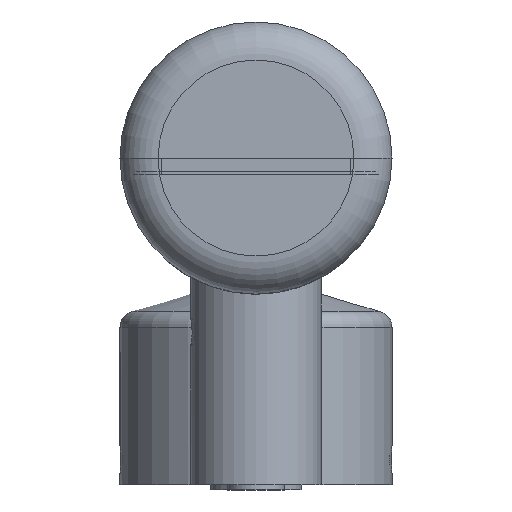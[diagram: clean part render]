
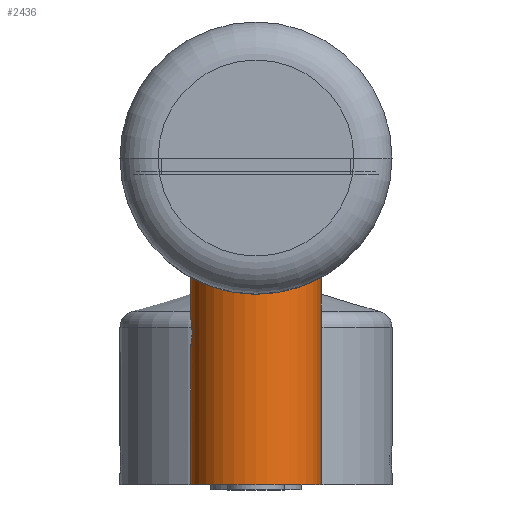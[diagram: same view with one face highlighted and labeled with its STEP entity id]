
A CAD part, front view. The second image highlights one B-rep face of the part: STEP entity #2436.
In plain terms, the highlighted cylindrical face has radius 6 mm (diameter 12 mm), a full revolution.
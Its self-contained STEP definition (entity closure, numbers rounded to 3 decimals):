
#838=FACE_BOUND('',#5186,.T.);
#839=FACE_BOUND('',#5187,.T.);
#840=FACE_BOUND('',#5188,.T.);
#1226=CYLINDRICAL_SURFACE('',#21725,6.);
#1436=B_SPLINE_CURVE_WITH_KNOTS('',3,(#35315,#35316,#35317,#35318,#35319,
#35320,#35321,#35322,#35323,#35324,#35325,#35326,#35327,#35328,#35329,#35330,
#35331,#35332,#35333,#35334,#35335,#35336,#35337,#35338,#35339,#35340,#35341,
#35342,#35343,#35344,#35345,#35346,#35347,#35348,#35349,#35350,#35351,#35352,
#35353,#35354,#35355,#35356,#35357,#35358,#35359,#35360,#35361,#35362,#35363,
#35364,#35365,#35366,#35367,#35368,#35369,#35370,#35371,#35372),
 .UNSPECIFIED.,.T.,.F.,(1,3,3,3,3,3,3,3,3,3,3,3,3,3,3,3,3,3,3,3,3,1),(-0.05,
0.,0.048,0.098,0.144,0.189,
0.238,0.293,0.351,0.411,
0.471,0.529,0.581,0.628,
0.673,0.721,0.773,0.83,
0.89,0.95,1.,1.048),.UNSPECIFIED.);
#2436=ADVANCED_FACE('',(#838,#839,#840),#1226,.T.);
#5186=EDGE_LOOP('',(#9993));
#5187=EDGE_LOOP('',(#9994));
#5188=EDGE_LOOP('',(#9995));
#6337=CIRCLE('',#21723,6.);
#6338=CIRCLE('',#21724,6.);
#9993=ORIENTED_EDGE('',*,*,#16241,.F.);
#9994=ORIENTED_EDGE('',*,*,#16242,.T.);
#9995=ORIENTED_EDGE('',*,*,#16243,.F.);
#13754=VERTEX_POINT('',#35373);
#13755=VERTEX_POINT('',#35375);
#13756=VERTEX_POINT('',#35377);
#16241=EDGE_CURVE('',#13754,#13754,#1436,.T.);
#16242=EDGE_CURVE('',#13755,#13755,#6337,.T.);
#16243=EDGE_CURVE('',#13756,#13756,#6338,.T.);
#21723=AXIS2_PLACEMENT_3D('',#35374,#26100,#26101);
#21724=AXIS2_PLACEMENT_3D('',#35376,#26102,#26103);
#21725=AXIS2_PLACEMENT_3D('',#35378,#26104,#26105);
#26100=DIRECTION('',(0.,0.,-1.));
#26101=DIRECTION('',(-1.,0.,0.));
#26102=DIRECTION('',(0.,0.,-1.));
#26103=DIRECTION('',(-1.,0.,0.));
#26104=DIRECTION('',(0.,0.,-1.));
#26105=DIRECTION('',(-1.,0.,0.));
#35315=CARTESIAN_POINT('',(-5.958,-0.71,-14.915));
#35316=CARTESIAN_POINT('',(-5.97,-0.61,-14.836));
#35317=CARTESIAN_POINT('',(-5.981,-0.496,-14.771));
#35318=CARTESIAN_POINT('',(-5.988,-0.375,-14.728));
#35319=CARTESIAN_POINT('',(-5.996,-0.251,-14.683));
#35320=CARTESIAN_POINT('',(-6.,-0.116,-14.66));
#35321=CARTESIAN_POINT('',(-6.,0.016,-14.662));
#35322=CARTESIAN_POINT('',(-6.,0.138,-14.664));
#35323=CARTESIAN_POINT('',(-5.995,0.262,-14.687));
#35324=CARTESIAN_POINT('',(-5.988,0.377,-14.728));
#35325=CARTESIAN_POINT('',(-5.981,0.491,-14.77));
#35326=CARTESIAN_POINT('',(-5.971,0.6,-14.831));
#35327=CARTESIAN_POINT('',(-5.959,0.696,-14.905));
#35328=CARTESIAN_POINT('',(-5.947,0.8,-14.985));
#35329=CARTESIAN_POINT('',(-5.934,0.891,-15.083));
#35330=CARTESIAN_POINT('',(-5.922,0.966,-15.191));
#35331=CARTESIAN_POINT('',(-5.908,1.047,-15.309));
#35332=CARTESIAN_POINT('',(-5.896,1.111,-15.442));
#35333=CARTESIAN_POINT('',(-5.888,1.153,-15.581));
#35334=CARTESIAN_POINT('',(-5.88,1.197,-15.729));
#35335=CARTESIAN_POINT('',(-5.875,1.218,-15.887));
#35336=CARTESIAN_POINT('',(-5.876,1.213,-16.042));
#35337=CARTESIAN_POINT('',(-5.877,1.209,-16.202));
#35338=CARTESIAN_POINT('',(-5.884,1.177,-16.364));
#35339=CARTESIAN_POINT('',(-5.894,1.121,-16.513));
#35340=CARTESIAN_POINT('',(-5.905,1.064,-16.662));
#35341=CARTESIAN_POINT('',(-5.92,0.981,-16.804));
#35342=CARTESIAN_POINT('',(-5.936,0.877,-16.924));
#35343=CARTESIAN_POINT('',(-5.95,0.777,-17.039));
#35344=CARTESIAN_POINT('',(-5.966,0.654,-17.138));
#35345=CARTESIAN_POINT('',(-5.978,0.518,-17.209));
#35346=CARTESIAN_POINT('',(-5.988,0.395,-17.274));
#35347=CARTESIAN_POINT('',(-5.996,0.258,-17.316));
#35348=CARTESIAN_POINT('',(-5.999,0.12,-17.332));
#35349=CARTESIAN_POINT('',(-6.001,-0.005,-17.345));
#35350=CARTESIAN_POINT('',(-6.,-0.133,-17.337));
#35351=CARTESIAN_POINT('',(-5.995,-0.255,-17.308));
#35352=CARTESIAN_POINT('',(-5.99,-0.373,-17.28));
#35353=CARTESIAN_POINT('',(-5.981,-0.487,-17.232));
#35354=CARTESIAN_POINT('',(-5.971,-0.589,-17.169));
#35355=CARTESIAN_POINT('',(-5.96,-0.697,-17.103));
#35356=CARTESIAN_POINT('',(-5.948,-0.796,-17.018));
#35357=CARTESIAN_POINT('',(-5.935,-0.879,-16.922));
#35358=CARTESIAN_POINT('',(-5.922,-0.97,-16.817));
#35359=CARTESIAN_POINT('',(-5.909,-1.044,-16.695));
#35360=CARTESIAN_POINT('',(-5.898,-1.099,-16.567));
#35361=CARTESIAN_POINT('',(-5.887,-1.159,-16.427));
#35362=CARTESIAN_POINT('',(-5.88,-1.196,-16.276));
#35363=CARTESIAN_POINT('',(-5.877,-1.209,-16.124));
#35364=CARTESIAN_POINT('',(-5.874,-1.222,-15.966));
#35365=CARTESIAN_POINT('',(-5.877,-1.209,-15.803));
#35366=CARTESIAN_POINT('',(-5.885,-1.171,-15.648));
#35367=CARTESIAN_POINT('',(-5.892,-1.133,-15.493));
#35368=CARTESIAN_POINT('',(-5.905,-1.067,-15.342));
#35369=CARTESIAN_POINT('',(-5.92,-0.978,-15.209));
#35370=CARTESIAN_POINT('',(-5.932,-0.905,-15.099));
#35371=CARTESIAN_POINT('',(-5.946,-0.813,-14.998));
#35372=CARTESIAN_POINT('',(-5.958,-0.71,-14.915));
#35373=CARTESIAN_POINT('',(-5.958,-0.71,-14.915));
#35374=CARTESIAN_POINT('',(0.,0.,-10.));
#35375=CARTESIAN_POINT('',(-6.,0.,-10.));
#35376=CARTESIAN_POINT('',(0.,0.,-30.));
#35377=CARTESIAN_POINT('',(-6.,0.,-30.));
#35378=CARTESIAN_POINT('',(0.,0.,-10.));
